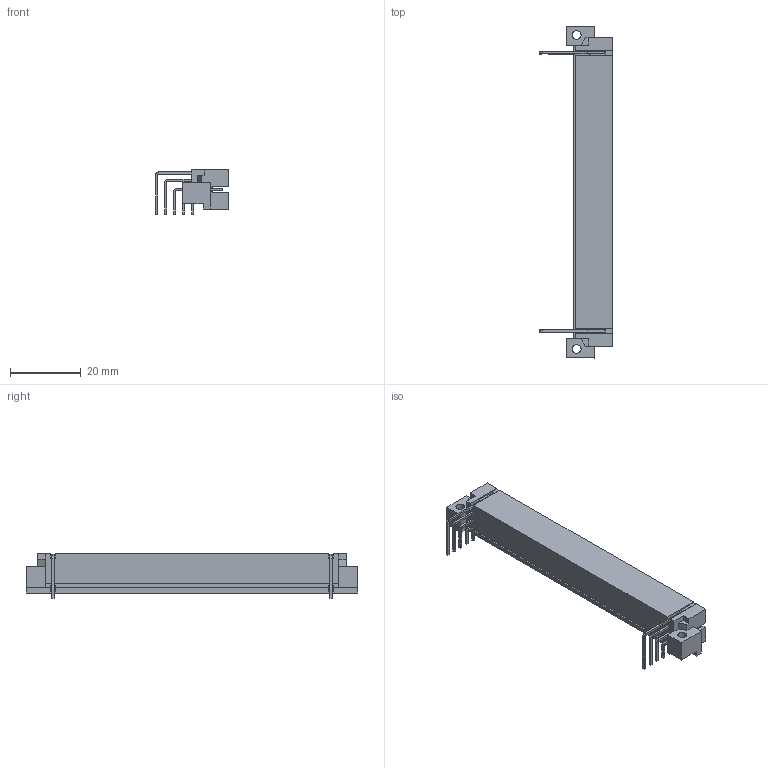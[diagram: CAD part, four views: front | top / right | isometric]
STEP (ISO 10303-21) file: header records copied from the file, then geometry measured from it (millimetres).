
FILE_DESCRIPTION((''),'2;1');
FILE_NAME('HARTING_02 01 160 2101.stp','2012-12-19T17:34:41',(''),(''),'Mechanical Desktop 2011','Mechanical Desktop 2011',', , ');
FILE_SCHEMA(('AUTOMOTIVE_DESIGN { 1 2 10303 214 1 1 1 1 }'));
Length unit declared in the file: millimetre
Products named in the file (1): Product
Bounding box: 20.56 x 94 x 12.55 mm (x, y, z)
Volume: 5392.7 mm3; surface area: 6017.5 mm2
Topology: 15 solids, 15 shells, 290 faces, 748 edges, 500 vertices
Faces by surface type: bspline 186, plane 88, cylinder 16
Entity records: 8345 total; most frequent: CARTESIAN_POINT 2599, ORIENTED_EDGE 1496, EDGE_CURVE 748, DIRECTION 554, VERTEX_POINT 500, EDGE_LOOP 306, FACE_OUTER_BOUND 290, ADVANCED_FACE 290
